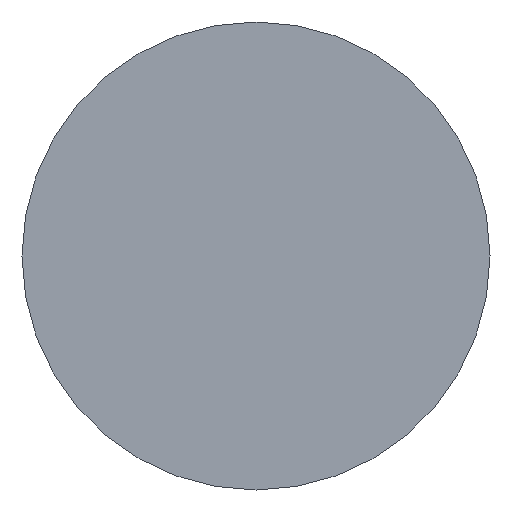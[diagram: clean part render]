
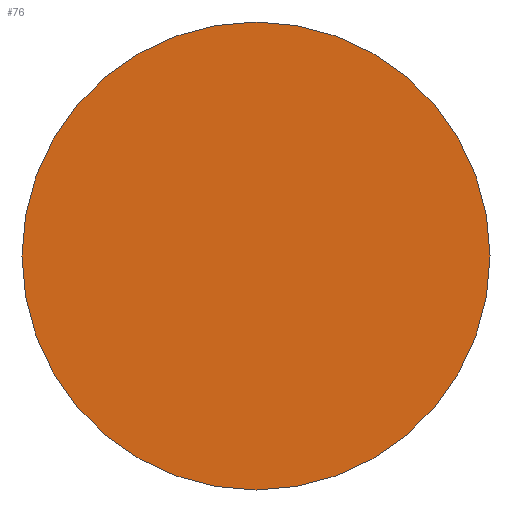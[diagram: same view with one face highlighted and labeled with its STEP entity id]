
A CAD part, left-side view. The second image highlights one B-rep face of the part: STEP entity #76.
In plain terms, the highlighted planar face has unit normal (-1, 0, 0).
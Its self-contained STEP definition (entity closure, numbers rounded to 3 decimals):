
#76=ADVANCED_FACE('',(#101),#103,.F.);
#101=FACE_BOUND('',#102,.T.);
#102=EDGE_LOOP('',(#111));
#103=PLANE('',#104);
#104=AXIS2_PLACEMENT_3D('',#105,#106,#107);
#105=CARTESIAN_POINT('',(-18.,0.,0.));
#106=DIRECTION('',(1.,0.,0.));
#107=DIRECTION('',(0.,1.,0.));
#111=ORIENTED_EDGE('',*,*,#113,.F.);
#113=EDGE_CURVE('',#116,#116,#117,.T.);
#116=VERTEX_POINT('',#123);
#117=CIRCLE('',#124,8.);
#123=CARTESIAN_POINT('',(-18.,8.,8.));
#124=AXIS2_PLACEMENT_3D('',#125,#126,#127);
#125=CARTESIAN_POINT('',(-18.,0.,8.));
#126=DIRECTION('',(1.,0.,0.));
#127=DIRECTION('',(0.,1.,0.));
